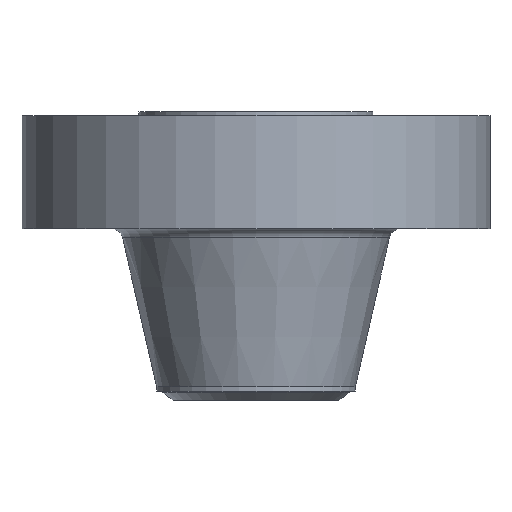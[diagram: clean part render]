
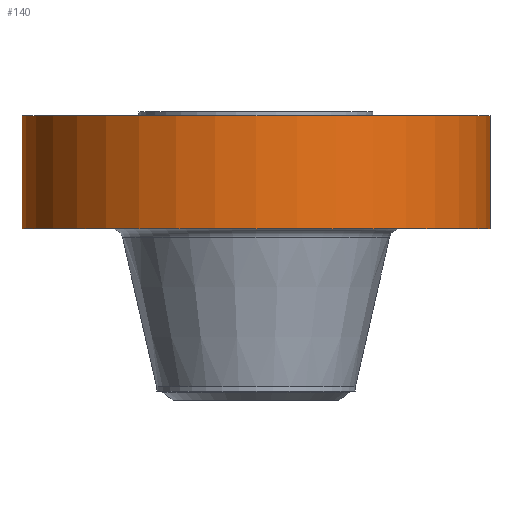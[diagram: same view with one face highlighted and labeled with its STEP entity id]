
A CAD part, front view. The second image highlights one B-rep face of the part: STEP entity #140.
In plain terms, the highlighted cylindrical face has radius 381 mm (diameter 762 mm), a partial arc.
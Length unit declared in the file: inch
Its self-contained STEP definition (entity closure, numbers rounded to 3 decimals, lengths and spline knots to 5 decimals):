
#15 = ORIENTED_EDGE ( 'NONE', *, *, #180, .T. ) ;
#18 = AXIS2_PLACEMENT_3D ( 'NONE', #720, #1414, #1093 ) ;
#36 = CARTESIAN_POINT ( 'NONE',  ( -15., 0., -7.5 ) ) ;
#67 = VERTEX_POINT ( 'NONE', #812 ) ;
#118 = DIRECTION ( 'NONE',  ( 1., 0., 0. ) ) ;
#140 = ADVANCED_FACE ( 'NONE', ( #1397 ), #934, .T. ) ;
#180 = EDGE_CURVE ( 'NONE', #1401, #67, #1502, .T. ) ;
#183 = VECTOR ( 'NONE', #1419, 39.37008 ) ;
#213 = CARTESIAN_POINT ( 'NONE',  ( 15., 0., 0. ) ) ;
#221 = EDGE_CURVE ( 'NONE', #779, #815, #624, .T. ) ;
#276 = DIRECTION ( 'NONE',  ( 1., 0., 0. ) ) ;
#318 = AXIS2_PLACEMENT_3D ( 'NONE', #1375, #561, #118 ) ;
#344 = ORIENTED_EDGE ( 'NONE', *, *, #221, .F. ) ;
#393 = VECTOR ( 'NONE', #1482, 39.37008 ) ;
#402 = CIRCLE ( 'NONE', #719, 15. ) ;
#439 = EDGE_CURVE ( 'NONE', #815, #67, #444, .T. ) ;
#444 = CIRCLE ( 'NONE', #18, 15. ) ;
#543 = ORIENTED_EDGE ( 'NONE', *, *, #881, .T. ) ;
#561 = DIRECTION ( 'NONE',  ( 0., 0., 1. ) ) ;
#624 = LINE ( 'NONE', #1410, #183 ) ;
#719 = AXIS2_PLACEMENT_3D ( 'NONE', #1429, #1321, #276 ) ;
#720 = CARTESIAN_POINT ( 'NONE',  ( 0., 0., -0.25 ) ) ;
#779 = VERTEX_POINT ( 'NONE', #36 ) ;
#812 = CARTESIAN_POINT ( 'NONE',  ( 15., 0., -0.25 ) ) ;
#815 = VERTEX_POINT ( 'NONE', #898 ) ;
#881 = EDGE_CURVE ( 'NONE', #779, #1401, #402, .T. ) ;
#898 = CARTESIAN_POINT ( 'NONE',  ( -15., 0., -0.25 ) ) ;
#906 = CARTESIAN_POINT ( 'NONE',  ( 15., 0., -7.5 ) ) ;
#921 = ORIENTED_EDGE ( 'NONE', *, *, #439, .F. ) ;
#934 = CYLINDRICAL_SURFACE ( 'NONE', #318, 15. ) ;
#1093 = DIRECTION ( 'NONE',  ( 1., 0., 0. ) ) ;
#1304 = EDGE_LOOP ( 'NONE', ( #344, #543, #15, #921 ) ) ;
#1321 = DIRECTION ( 'NONE',  ( 0., 0., 1. ) ) ;
#1375 = CARTESIAN_POINT ( 'NONE',  ( 0., 0., 0. ) ) ;
#1397 = FACE_OUTER_BOUND ( 'NONE', #1304, .T. ) ;
#1401 = VERTEX_POINT ( 'NONE', #906 ) ;
#1410 = CARTESIAN_POINT ( 'NONE',  ( -15., 0., 0. ) ) ;
#1414 = DIRECTION ( 'NONE',  ( 0., 0., 1. ) ) ;
#1419 = DIRECTION ( 'NONE',  ( 0., 0., 1. ) ) ;
#1429 = CARTESIAN_POINT ( 'NONE',  ( 0., 0., -7.5 ) ) ;
#1482 = DIRECTION ( 'NONE',  ( 0., 0., 1. ) ) ;
#1502 = LINE ( 'NONE', #213, #393 ) ;
